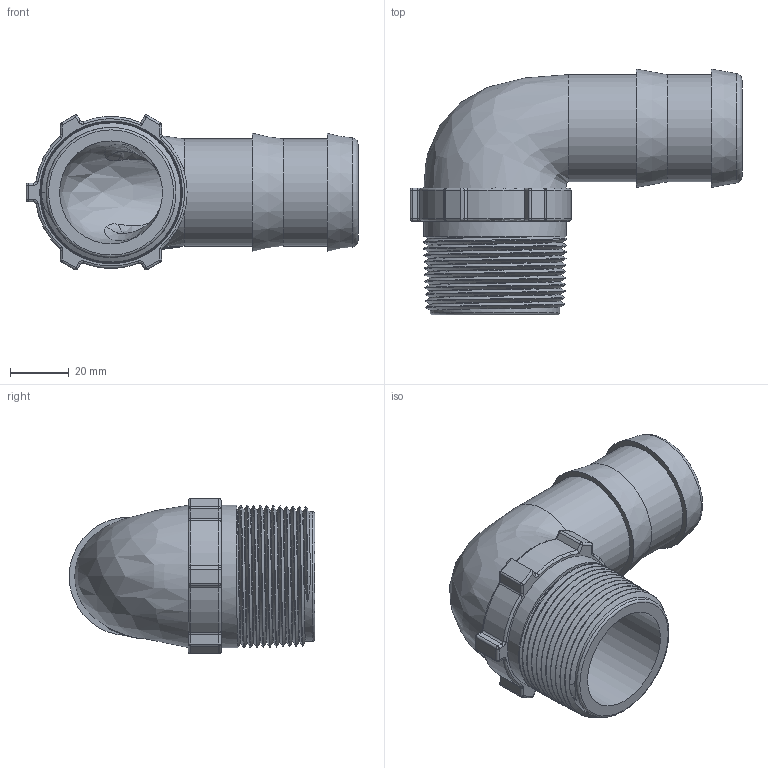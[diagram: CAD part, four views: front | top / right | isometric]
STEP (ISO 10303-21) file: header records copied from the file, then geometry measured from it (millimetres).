
FILE_DESCRIPTION(/* description */ ('1 1/4" NPT X 90° HOSE BARB'),/* implementation_level */ '2;1');
FILE_NAME(/* name */ 'HB150-90.stp',/* time_stamp */ '2013-10-17T11:53:01-04:00',/* author */ ('DTruax'),/* organization */ (''),/* preprocessor_version */ 'ST-DEVELOPER v15.2',/* originating_system */ 'Autodesk Inventor 2014',/* authorisation */ '');
FILE_SCHEMA (('AUTOMOTIVE_DESIGN { 1 0 10303 214 3 1 1 }'));
Length unit declared in the file: inch
Products named in the file (1): HB150-90
Bounding box: 112.55 x 83.31 x 52.82 mm (x, y, z)
Volume: 87327.8 mm3; surface area: 37090.4 mm2
Topology: 1 solids, 1 shells, 512 faces, 1308 edges, 838 vertices
Faces by surface type: bspline 206, plane 181, cylinder 63, torus 28, sphere 18, cone 16
Full cylindrical faces by diameter (mm): 27.94 x1, 34.925 x1, 36.322 x2, 48.26 x4
Entity records: 22150 total; most frequent: CARTESIAN_POINT 11981, ORIENTED_EDGE 2506, DIRECTION 1342, EDGE_CURVE 1253, VERTEX_POINT 810, B_SPLINE_CURVE_WITH_KNOTS 668, EDGE_LOOP 553, ADVANCED_FACE 498
